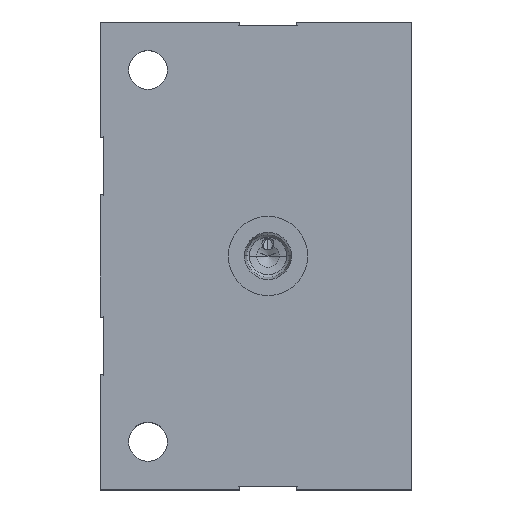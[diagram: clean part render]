
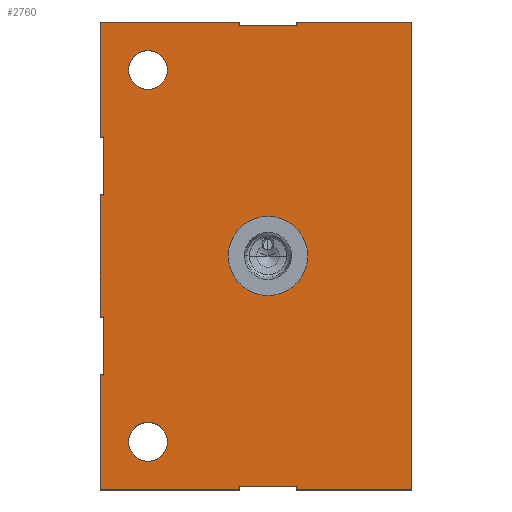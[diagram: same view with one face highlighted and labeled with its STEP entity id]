
A CAD part, top view. The second image highlights one B-rep face of the part: STEP entity #2760.
In plain terms, the highlighted planar face has unit normal (0, 0, 1).
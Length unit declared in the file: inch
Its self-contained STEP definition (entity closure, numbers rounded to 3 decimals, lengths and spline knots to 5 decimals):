
#127=CARTESIAN_POINT('',(0.5,-0.5,1.5));
#128=DIRECTION('',(0.,0.,-1.));
#129=DIRECTION('',(-1.,0.,0.));
#130=AXIS2_PLACEMENT_3D('',#127,#128,#129);
#132=CARTESIAN_POINT('',(0.5,-0.5,1.5));
#133=DIRECTION('',(0.,0.,-1.));
#134=DIRECTION('',(1.,0.,0.));
#135=AXIS2_PLACEMENT_3D('',#132,#133,#134);
#137=CARTESIAN_POINT('',(0.5,-4.375,1.5));
#138=DIRECTION('',(0.,0.,-1.));
#139=DIRECTION('',(-1.,0.,0.));
#140=AXIS2_PLACEMENT_3D('',#137,#138,#139);
#142=CARTESIAN_POINT('',(0.5,-4.375,1.5));
#143=DIRECTION('',(0.,0.,-1.));
#144=DIRECTION('',(1.,0.,0.));
#145=AXIS2_PLACEMENT_3D('',#142,#143,#144);
#147=CARTESIAN_POINT('',(1.75,-2.438,1.5));
#148=DIRECTION('',(0.,0.,-1.));
#149=DIRECTION('',(-1.,0.,0.));
#150=AXIS2_PLACEMENT_3D('',#147,#148,#149);
#152=CARTESIAN_POINT('',(1.75,-2.438,1.5));
#153=DIRECTION('',(0.,0.,-1.));
#154=DIRECTION('',(1.,0.,0.));
#155=AXIS2_PLACEMENT_3D('',#152,#153,#154);
#157=DIRECTION('',(1.,0.,0.));
#158=VECTOR('',#157,0.032);
#159=CARTESIAN_POINT('',(0.,-3.07709,1.5));
#160=LINE('',#159,#158);
#161=DIRECTION('',(0.,-1.,0.));
#162=VECTOR('',#161,1.27918);
#163=CARTESIAN_POINT('',(0.,-1.79791,1.5));
#164=LINE('',#163,#162);
#165=DIRECTION('',(1.,0.,0.));
#166=VECTOR('',#165,0.032);
#167=CARTESIAN_POINT('',(0.,-1.79791,1.5));
#168=LINE('',#167,#166);
#169=DIRECTION('',(0.,1.,0.));
#170=VECTOR('',#169,0.59582);
#171=CARTESIAN_POINT('',(0.032,-1.79791,1.5));
#172=LINE('',#171,#170);
#173=DIRECTION('',(1.,0.,0.));
#174=VECTOR('',#173,0.032);
#175=CARTESIAN_POINT('',(0.,-1.20209,1.5));
#176=LINE('',#175,#174);
#177=DIRECTION('',(0.,-1.,0.));
#178=VECTOR('',#177,1.20209);
#179=CARTESIAN_POINT('',(0.,0.,1.5));
#180=LINE('',#179,#178);
#181=DIRECTION('',(-1.,0.,0.));
#182=VECTOR('',#181,1.45209);
#183=CARTESIAN_POINT('',(1.45209,0.,1.5));
#184=LINE('',#183,#182);
#185=DIRECTION('',(0.,-1.,0.));
#186=VECTOR('',#185,0.032);
#187=CARTESIAN_POINT('',(1.45209,0.,1.5));
#188=LINE('',#187,#186);
#189=DIRECTION('',(-1.,0.,0.));
#190=VECTOR('',#189,0.59582);
#191=CARTESIAN_POINT('',(2.04791,-0.032,1.5));
#192=LINE('',#191,#190);
#193=DIRECTION('',(0.,-1.,0.));
#194=VECTOR('',#193,0.032);
#195=CARTESIAN_POINT('',(2.04791,0.,1.5));
#196=LINE('',#195,#194);
#197=DIRECTION('',(-1.,0.,0.));
#198=VECTOR('',#197,1.20209);
#199=CARTESIAN_POINT('',(3.25,0.,1.5));
#200=LINE('',#199,#198);
#201=DIRECTION('',(0.,1.,0.));
#202=VECTOR('',#201,4.875);
#203=CARTESIAN_POINT('',(3.25,-4.875,1.5));
#204=LINE('',#203,#202);
#205=DIRECTION('',(1.,0.,0.));
#206=VECTOR('',#205,1.20209);
#207=CARTESIAN_POINT('',(2.04791,-4.875,1.5));
#208=LINE('',#207,#206);
#209=DIRECTION('',(0.,1.,0.));
#210=VECTOR('',#209,0.032);
#211=CARTESIAN_POINT('',(2.04791,-4.875,1.5));
#212=LINE('',#211,#210);
#213=DIRECTION('',(-1.,0.,0.));
#214=VECTOR('',#213,0.59582);
#215=CARTESIAN_POINT('',(2.04791,-4.843,1.5));
#216=LINE('',#215,#214);
#217=DIRECTION('',(0.,1.,0.));
#218=VECTOR('',#217,0.032);
#219=CARTESIAN_POINT('',(1.45209,-4.875,1.5));
#220=LINE('',#219,#218);
#221=DIRECTION('',(1.,0.,0.));
#222=VECTOR('',#221,1.45209);
#223=CARTESIAN_POINT('',(0.,-4.875,1.5));
#224=LINE('',#223,#222);
#225=DIRECTION('',(0.,-1.,0.));
#226=VECTOR('',#225,1.20209);
#227=CARTESIAN_POINT('',(0.,-3.67291,1.5));
#228=LINE('',#227,#226);
#229=DIRECTION('',(1.,0.,0.));
#230=VECTOR('',#229,0.032);
#231=CARTESIAN_POINT('',(0.,-3.67291,1.5));
#232=LINE('',#231,#230);
#233=DIRECTION('',(0.,1.,0.));
#234=VECTOR('',#233,0.59582);
#235=CARTESIAN_POINT('',(0.032,-3.67291,1.5));
#236=LINE('',#235,#234);
#2233=CARTESIAN_POINT('',(3.25,-4.875,1.5));
#2234=CARTESIAN_POINT('',(3.25,0.,1.5));
#2235=VERTEX_POINT('',#2233);
#2236=VERTEX_POINT('',#2234);
#2238=CARTESIAN_POINT('',(0.,0.,1.5));
#2240=VERTEX_POINT('',#2238);
#2242=CARTESIAN_POINT('',(0.,-4.875,1.5));
#2244=VERTEX_POINT('',#2242);
#2245=CARTESIAN_POINT('',(0.297,-0.5,1.5));
#2246=CARTESIAN_POINT('',(0.703,-0.5,1.5));
#2247=VERTEX_POINT('',#2245);
#2248=VERTEX_POINT('',#2246);
#2249=CARTESIAN_POINT('',(0.297,-4.375,1.5));
#2250=CARTESIAN_POINT('',(0.703,-4.375,1.5));
#2251=VERTEX_POINT('',#2249);
#2252=VERTEX_POINT('',#2250);
#2257=CARTESIAN_POINT('',(1.3365,-2.438,1.5));
#2259=VERTEX_POINT('',#2257);
#2261=CARTESIAN_POINT('',(2.1635,-2.438,1.5));
#2263=VERTEX_POINT('',#2261);
#2406=CARTESIAN_POINT('',(1.45209,-0.032,1.5));
#2408=VERTEX_POINT('',#2406);
#2423=CARTESIAN_POINT('',(2.04791,-0.032,1.5));
#2424=VERTEX_POINT('',#2423);
#2425=CARTESIAN_POINT('',(2.04791,0.,1.5));
#2426=VERTEX_POINT('',#2425);
#2427=CARTESIAN_POINT('',(1.45209,0.,1.5));
#2428=VERTEX_POINT('',#2427);
#2450=CARTESIAN_POINT('',(1.45209,-4.843,1.5));
#2452=VERTEX_POINT('',#2450);
#2454=CARTESIAN_POINT('',(2.04791,-4.843,1.5));
#2456=VERTEX_POINT('',#2454);
#2469=CARTESIAN_POINT('',(1.45209,-4.875,1.5));
#2470=VERTEX_POINT('',#2469);
#2471=CARTESIAN_POINT('',(2.04791,-4.875,1.5));
#2472=VERTEX_POINT('',#2471);
#2534=CARTESIAN_POINT('',(0.032,-1.20209,1.5));
#2536=VERTEX_POINT('',#2534);
#2538=CARTESIAN_POINT('',(0.032,-1.79791,1.5));
#2540=VERTEX_POINT('',#2538);
#2545=CARTESIAN_POINT('',(0.,-1.20209,1.5));
#2546=VERTEX_POINT('',#2545);
#2547=CARTESIAN_POINT('',(0.,-1.79791,1.5));
#2548=VERTEX_POINT('',#2547);
#2574=CARTESIAN_POINT('',(0.032,-3.07709,1.5));
#2576=VERTEX_POINT('',#2574);
#2578=CARTESIAN_POINT('',(0.032,-3.67291,1.5));
#2580=VERTEX_POINT('',#2578);
#2585=CARTESIAN_POINT('',(0.,-3.07709,1.5));
#2586=VERTEX_POINT('',#2585);
#2587=CARTESIAN_POINT('',(0.,-3.67291,1.5));
#2588=VERTEX_POINT('',#2587);
#2697=CARTESIAN_POINT('',(0.,0.,1.5));
#2698=DIRECTION('',(0.,0.,1.));
#2699=DIRECTION('',(1.,0.,0.));
#2700=AXIS2_PLACEMENT_3D('',#2697,#2698,#2699);
#2701=PLANE('',#2700);
#2703=ORIENTED_EDGE('',*,*,#2702,.F.);
#2705=ORIENTED_EDGE('',*,*,#2704,.F.);
#2707=ORIENTED_EDGE('',*,*,#2706,.T.);
#2709=ORIENTED_EDGE('',*,*,#2708,.T.);
#2711=ORIENTED_EDGE('',*,*,#2710,.F.);
#2713=ORIENTED_EDGE('',*,*,#2712,.F.);
#2715=ORIENTED_EDGE('',*,*,#2714,.F.);
#2717=ORIENTED_EDGE('',*,*,#2716,.T.);
#2719=ORIENTED_EDGE('',*,*,#2718,.F.);
#2721=ORIENTED_EDGE('',*,*,#2720,.F.);
#2723=ORIENTED_EDGE('',*,*,#2722,.F.);
#2725=ORIENTED_EDGE('',*,*,#2724,.F.);
#2727=ORIENTED_EDGE('',*,*,#2726,.F.);
#2729=ORIENTED_EDGE('',*,*,#2728,.T.);
#2731=ORIENTED_EDGE('',*,*,#2730,.T.);
#2733=ORIENTED_EDGE('',*,*,#2732,.F.);
#2735=ORIENTED_EDGE('',*,*,#2734,.F.);
#2737=ORIENTED_EDGE('',*,*,#2736,.F.);
#2739=ORIENTED_EDGE('',*,*,#2738,.T.);
#2741=ORIENTED_EDGE('',*,*,#2740,.T.);
#2742=EDGE_LOOP('',(#2703,#2705,#2707,#2709,#2711,#2713,#2715,#2717,#2719,#2721,
#2723,#2725,#2727,#2729,#2731,#2733,#2735,#2737,#2739,#2741));
#2743=FACE_OUTER_BOUND('',#2742,.F.);
#2745=ORIENTED_EDGE('',*,*,#2744,.F.);
#2747=ORIENTED_EDGE('',*,*,#2746,.F.);
#2748=EDGE_LOOP('',(#2745,#2747));
#2749=FACE_BOUND('',#2748,.F.);
#2751=ORIENTED_EDGE('',*,*,#2750,.F.);
#2753=ORIENTED_EDGE('',*,*,#2752,.F.);
#2754=EDGE_LOOP('',(#2751,#2753));
#2755=FACE_BOUND('',#2754,.F.);
#2756=ORIENTED_EDGE('',*,*,#2673,.F.);
#2757=ORIENTED_EDGE('',*,*,#2691,.F.);
#2758=EDGE_LOOP('',(#2756,#2757));
#2759=FACE_BOUND('',#2758,.F.);
#2760=ADVANCED_FACE('',(#2743,#2749,#2755,#2759),#2701,.T.);
#131=CIRCLE('',#130,0.203);
#136=CIRCLE('',#135,0.203);
#141=CIRCLE('',#140,0.203);
#146=CIRCLE('',#145,0.203);
#151=CIRCLE('',#150,0.4135);
#156=CIRCLE('',#155,0.4135);
#2673=EDGE_CURVE('',#2247,#2248,#131,.T.);
#2691=EDGE_CURVE('',#2248,#2247,#136,.T.);
#2702=EDGE_CURVE('',#2586,#2576,#160,.T.);
#2704=EDGE_CURVE('',#2548,#2586,#164,.T.);
#2706=EDGE_CURVE('',#2548,#2540,#168,.T.);
#2708=EDGE_CURVE('',#2540,#2536,#172,.T.);
#2710=EDGE_CURVE('',#2546,#2536,#176,.T.);
#2712=EDGE_CURVE('',#2240,#2546,#180,.T.);
#2714=EDGE_CURVE('',#2428,#2240,#184,.T.);
#2716=EDGE_CURVE('',#2428,#2408,#188,.T.);
#2718=EDGE_CURVE('',#2424,#2408,#192,.T.);
#2720=EDGE_CURVE('',#2426,#2424,#196,.T.);
#2722=EDGE_CURVE('',#2236,#2426,#200,.T.);
#2724=EDGE_CURVE('',#2235,#2236,#204,.T.);
#2726=EDGE_CURVE('',#2472,#2235,#208,.T.);
#2728=EDGE_CURVE('',#2472,#2456,#212,.T.);
#2730=EDGE_CURVE('',#2456,#2452,#216,.T.);
#2732=EDGE_CURVE('',#2470,#2452,#220,.T.);
#2734=EDGE_CURVE('',#2244,#2470,#224,.T.);
#2736=EDGE_CURVE('',#2588,#2244,#228,.T.);
#2738=EDGE_CURVE('',#2588,#2580,#232,.T.);
#2740=EDGE_CURVE('',#2580,#2576,#236,.T.);
#2744=EDGE_CURVE('',#2251,#2252,#141,.T.);
#2746=EDGE_CURVE('',#2252,#2251,#146,.T.);
#2750=EDGE_CURVE('',#2259,#2263,#151,.T.);
#2752=EDGE_CURVE('',#2263,#2259,#156,.T.);
